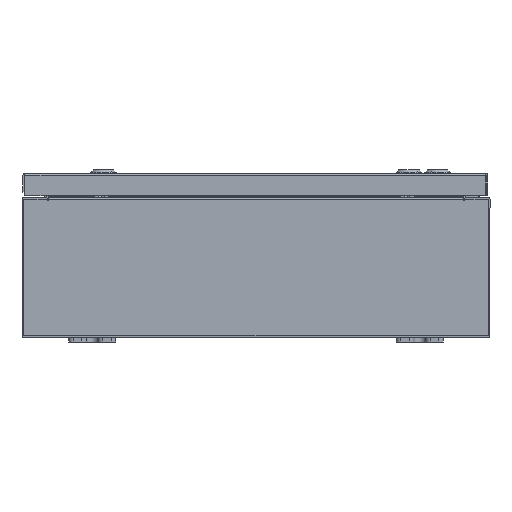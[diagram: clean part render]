
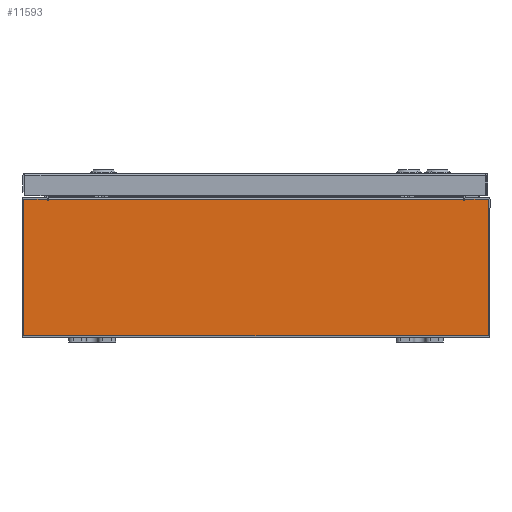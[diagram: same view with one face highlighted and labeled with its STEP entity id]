
A CAD part, front view. The second image highlights one B-rep face of the part: STEP entity #11593.
In plain terms, the highlighted face is planar.
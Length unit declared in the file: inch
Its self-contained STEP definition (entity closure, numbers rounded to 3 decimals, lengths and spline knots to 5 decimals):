
#81 = ORIENTED_EDGE ( 'NONE', *, *, #49106, .F. ) ;
#433 = ORIENTED_EDGE ( 'NONE', *, *, #26132, .T. ) ;
#1879 = LINE ( 'NONE', #12749, #48478 ) ;
#2231 = CARTESIAN_POINT ( 'NONE',  ( 8.8872, 0., 0. ) ) ;
#4265 = DIRECTION ( 'NONE',  ( 0., 0., -1. ) ) ;
#4697 = VERTEX_POINT ( 'NONE', #54851 ) ;
#4977 = CARTESIAN_POINT ( 'NONE',  ( 0., 0., 0. ) ) ;
#6116 = CARTESIAN_POINT ( 'NONE',  ( -9.9253, 0., 2.9253 ) ) ;
#6967 = DIRECTION ( 'NONE',  ( -1., 0., 0. ) ) ;
#7606 = CARTESIAN_POINT ( 'NONE',  ( -9.9253, 0., -2.9253 ) ) ;
#8725 = EDGE_CURVE ( 'NONE', #4697, #30960, #36388, .T. ) ;
#8822 = DIRECTION ( 'NONE',  ( 0., 1., 0. ) ) ;
#9351 = ORIENTED_EDGE ( 'NONE', *, *, #19204, .F. ) ;
#9400 = ORIENTED_EDGE ( 'NONE', *, *, #52180, .T. ) ;
#9707 = CIRCLE ( 'NONE', #36118, 0.01868 ) ;
#10227 = DIRECTION ( 'NONE',  ( 0., -1., 0. ) ) ;
#11275 = DIRECTION ( 'NONE',  ( 0., 0., 1. ) ) ;
#11383 = EDGE_CURVE ( 'NONE', #35107, #20540, #46793, .T. ) ;
#11593 = ADVANCED_FACE ( 'NONE', ( #39221 ), #39023, .F. ) ;
#12749 = CARTESIAN_POINT ( 'NONE',  ( -9.9253, 0., 2.9253 ) ) ;
#13626 = LINE ( 'NONE', #22138, #50409 ) ;
#15012 = LINE ( 'NONE', #40052, #26296 ) ;
#15045 = DIRECTION ( 'NONE',  ( 0., 0., -1. ) ) ;
#16228 = CARTESIAN_POINT ( 'NONE',  ( 8.8872, 0., 2.87495 ) ) ;
#17621 = VERTEX_POINT ( 'NONE', #53323 ) ;
#17859 = CARTESIAN_POINT ( 'NONE',  ( -8.8872, 0., 2.9123 ) ) ;
#18649 = CARTESIAN_POINT ( 'NONE',  ( 9.9253, 0., 2.9253 ) ) ;
#19204 = EDGE_CURVE ( 'NONE', #45498, #29432, #9707, .T. ) ;
#20240 = EDGE_CURVE ( 'NONE', #58064, #42970, #32264, .T. ) ;
#20278 = ORIENTED_EDGE ( 'NONE', *, *, #20240, .T. ) ;
#20315 = CARTESIAN_POINT ( 'NONE',  ( -8.92455, 0., 2.9253 ) ) ;
#20476 = LINE ( 'NONE', #6116, #33251 ) ;
#20540 = VERTEX_POINT ( 'NONE', #24613 ) ;
#20967 = ORIENTED_EDGE ( 'NONE', *, *, #8725, .T. ) ;
#22123 = VERTEX_POINT ( 'NONE', #37981 ) ;
#22138 = CARTESIAN_POINT ( 'NONE',  ( -8.8872, 0., 0. ) ) ;
#23046 = CARTESIAN_POINT ( 'NONE',  ( -9.9253, 0., 2.9253 ) ) ;
#24613 = CARTESIAN_POINT ( 'NONE',  ( -8.92455, 0., 2.87495 ) ) ;
#24755 = VERTEX_POINT ( 'NONE', #20315 ) ;
#26132 = EDGE_CURVE ( 'NONE', #30960, #24755, #1879, .T. ) ;
#26296 = VECTOR ( 'NONE', #11275, 39.37008 ) ;
#26972 = DIRECTION ( 'NONE',  ( 0., 0., -1. ) ) ;
#27764 = VECTOR ( 'NONE', #39463, 39.37008 ) ;
#27874 = AXIS2_PLACEMENT_3D ( 'NONE', #4977, #10227, #43869 ) ;
#28534 = ORIENTED_EDGE ( 'NONE', *, *, #11383, .F. ) ;
#29432 = VERTEX_POINT ( 'NONE', #16228 ) ;
#29838 = CARTESIAN_POINT ( 'NONE',  ( -8.8872, 0., 2.9123 ) ) ;
#30440 = DIRECTION ( 'NONE',  ( 0., 0., 1. ) ) ;
#30597 = ORIENTED_EDGE ( 'NONE', *, *, #42613, .T. ) ;
#30960 = VERTEX_POINT ( 'NONE', #23046 ) ;
#31500 = CARTESIAN_POINT ( 'NONE',  ( -8.8872, 0., 2.87495 ) ) ;
#32264 = LINE ( 'NONE', #48621, #46529 ) ;
#33085 = DIRECTION ( 'NONE',  ( 0., 1., 0. ) ) ;
#33251 = VECTOR ( 'NONE', #58755, 39.37008 ) ;
#33507 = VECTOR ( 'NONE', #36260, 39.37008 ) ;
#34562 = EDGE_LOOP ( 'NONE', ( #59488, #28534, #50467, #30597, #45976, #9351, #81, #9400, #20278, #47810, #20967, #433 ) ) ;
#35107 = VERTEX_POINT ( 'NONE', #31500 ) ;
#35462 = AXIS2_PLACEMENT_3D ( 'NONE', #37593, #8822, #42454 ) ;
#36118 = AXIS2_PLACEMENT_3D ( 'NONE', #61748, #33085, #4265 ) ;
#36260 = DIRECTION ( 'NONE',  ( 0., 0., -1. ) ) ;
#36388 = LINE ( 'NONE', #39579, #60356 ) ;
#37593 = CARTESIAN_POINT ( 'NONE',  ( -8.90587, 0., 2.87495 ) ) ;
#37981 = CARTESIAN_POINT ( 'NONE',  ( 8.92455, 0., 2.9253 ) ) ;
#39023 = PLANE ( 'NONE',  #27874 ) ;
#39221 = FACE_OUTER_BOUND ( 'NONE', #34562, .T. ) ;
#39463 = DIRECTION ( 'NONE',  ( 1., 0., 0. ) ) ;
#39579 = CARTESIAN_POINT ( 'NONE',  ( -9.9253, 0., 2.9253 ) ) ;
#40052 = CARTESIAN_POINT ( 'NONE',  ( -8.92455, 0., 0. ) ) ;
#40489 = VECTOR ( 'NONE', #6967, 39.37008 ) ;
#40513 = LINE ( 'NONE', #29838, #27764 ) ;
#41107 = CARTESIAN_POINT ( 'NONE',  ( 8.92455, 0., 0. ) ) ;
#41756 = EDGE_CURVE ( 'NONE', #20540, #24755, #15012, .T. ) ;
#42454 = DIRECTION ( 'NONE',  ( 0., 0., -1. ) ) ;
#42613 = EDGE_CURVE ( 'NONE', #55796, #17621, #40513, .T. ) ;
#42970 = VERTEX_POINT ( 'NONE', #56196 ) ;
#43869 = DIRECTION ( 'NONE',  ( 0., 0., -1. ) ) ;
#44058 = EDGE_CURVE ( 'NONE', #42970, #4697, #54700, .T. ) ;
#44212 = VECTOR ( 'NONE', #30440, 39.37008 ) ;
#45258 = CARTESIAN_POINT ( 'NONE',  ( 8.92455, 0., 2.87495 ) ) ;
#45498 = VERTEX_POINT ( 'NONE', #45258 ) ;
#45976 = ORIENTED_EDGE ( 'NONE', *, *, #57660, .F. ) ;
#46529 = VECTOR ( 'NONE', #15045, 39.37008 ) ;
#46793 = CIRCLE ( 'NONE', #35462, 0.01868 ) ;
#47810 = ORIENTED_EDGE ( 'NONE', *, *, #44058, .T. ) ;
#48478 = VECTOR ( 'NONE', #55948, 39.37008 ) ;
#48621 = CARTESIAN_POINT ( 'NONE',  ( 9.9253, 0., 2.9253 ) ) ;
#49106 = EDGE_CURVE ( 'NONE', #22123, #45498, #61967, .T. ) ;
#49213 = DIRECTION ( 'NONE',  ( 0., 0., 1. ) ) ;
#50409 = VECTOR ( 'NONE', #26972, 39.37008 ) ;
#50467 = ORIENTED_EDGE ( 'NONE', *, *, #55335, .F. ) ;
#52180 = EDGE_CURVE ( 'NONE', #22123, #58064, #20476, .T. ) ;
#53323 = CARTESIAN_POINT ( 'NONE',  ( 8.8872, 0., 2.9123 ) ) ;
#54700 = LINE ( 'NONE', #7606, #40489 ) ;
#54851 = CARTESIAN_POINT ( 'NONE',  ( -9.9253, 0., -2.9253 ) ) ;
#55335 = EDGE_CURVE ( 'NONE', #55796, #35107, #13626, .T. ) ;
#55796 = VERTEX_POINT ( 'NONE', #17859 ) ;
#55948 = DIRECTION ( 'NONE',  ( 1., 0., 0. ) ) ;
#56196 = CARTESIAN_POINT ( 'NONE',  ( 9.9253, 0., -2.9253 ) ) ;
#56923 = LINE ( 'NONE', #2231, #44212 ) ;
#57660 = EDGE_CURVE ( 'NONE', #29432, #17621, #56923, .T. ) ;
#58064 = VERTEX_POINT ( 'NONE', #18649 ) ;
#58755 = DIRECTION ( 'NONE',  ( 1., 0., 0. ) ) ;
#59488 = ORIENTED_EDGE ( 'NONE', *, *, #41756, .F. ) ;
#60356 = VECTOR ( 'NONE', #49213, 39.37008 ) ;
#61748 = CARTESIAN_POINT ( 'NONE',  ( 8.90588, 0., 2.87495 ) ) ;
#61967 = LINE ( 'NONE', #41107, #33507 ) ;
